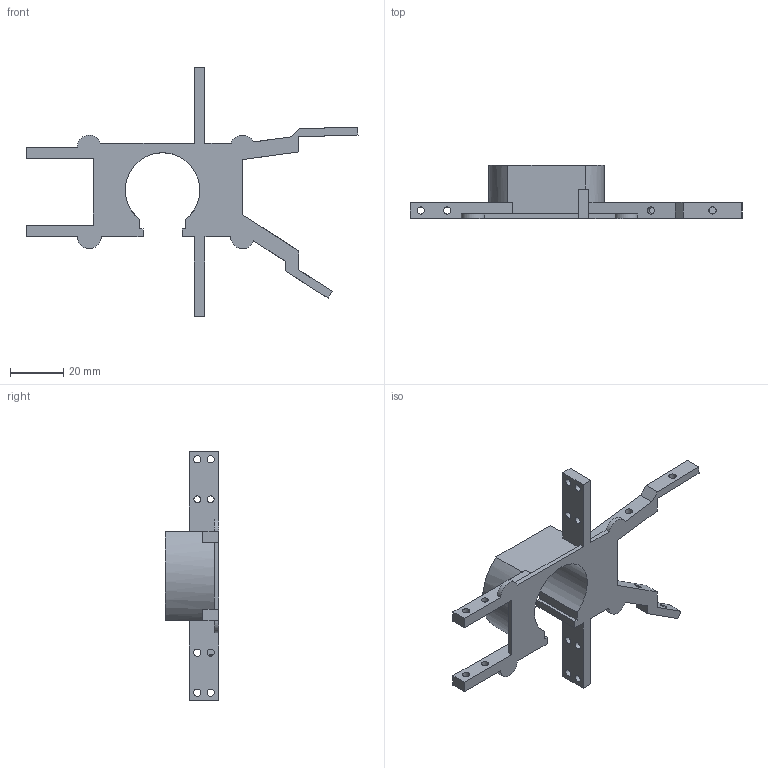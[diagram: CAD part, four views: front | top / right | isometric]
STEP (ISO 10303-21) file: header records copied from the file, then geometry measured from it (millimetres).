
FILE_DESCRIPTION(/* description */ ('Unknown'),/* implementation_level */ '2;1');
FILE_NAME(/* name */ 'BoxConnectedMotor_SideConnections_05',/* time_stamp */ '2023-07-06T20:28:03+01:00',/* author */ ('Unknown'),/* organization */ ('Unknown'),/* preprocessor_version */ 'ST-DEVELOPER v18.102',/* originating_system */ 'Solid Edge',/* authorisation */ 'Unknown');
FILE_SCHEMA (('AUTOMOTIVE_DESIGN {1 0 10303 214 3 1 1}'));
Length unit declared in the file: millimetre
Products named in the file (1): BoxConnectedMotor_SideConnections_05
Bounding box: 124.6 x 19.98 x 93.56 mm (x, y, z)
Volume: 20393.8 mm3; surface area: 12434.8 mm2
Topology: 1 solids, 1 shells, 89 faces, 264 edges, 179 vertices
Faces by surface type: plane 62, cylinder 27
Full cylindrical faces by diameter (mm): 2.6 x2, 2.7 x14, 4.2 x2
Entity records: 2918 total; most frequent: CARTESIAN_POINT 497, DIRECTION 482, ORIENTED_EDGE 474, EDGE_CURVE 237, LINE 172, VECTOR 172, VERTEX_POINT 170, AXIS2_PLACEMENT_3D 155
